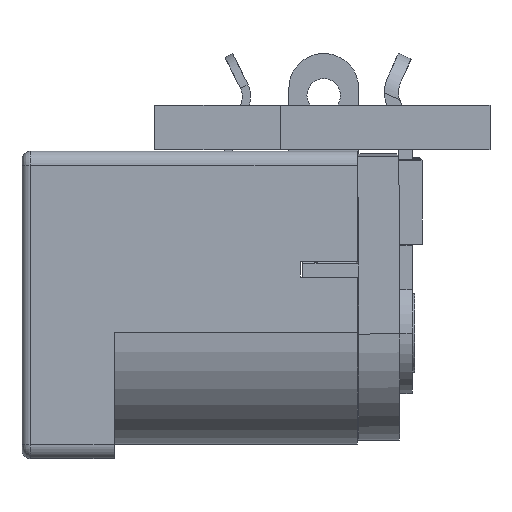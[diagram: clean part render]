
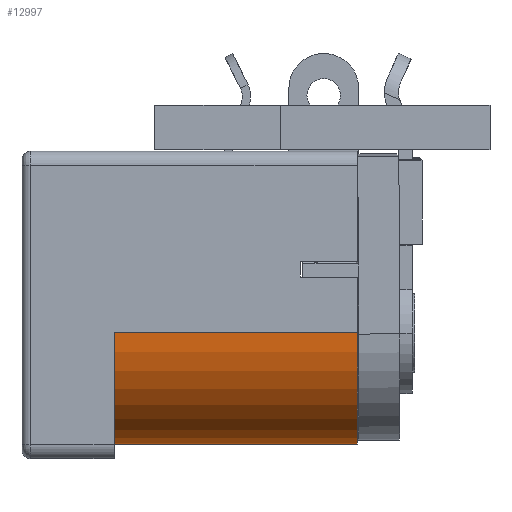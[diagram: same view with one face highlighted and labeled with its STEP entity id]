
A CAD part, front view. The second image highlights one B-rep face of the part: STEP entity #12997.
In plain terms, the highlighted cylindrical face has radius 4 mm (diameter 8 mm), a partial arc.
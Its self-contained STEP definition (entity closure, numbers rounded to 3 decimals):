
#12646 = PLANE('',#12647);
#12647 = AXIS2_PLACEMENT_3D('',#12648,#12649,#12650);
#12648 = CARTESIAN_POINT('',(4.5,4.5,-12.));
#12649 = DIRECTION('',(0.,0.,-1.));
#12650 = DIRECTION('',(-1.,0.,0.));
#12997 = ADVANCED_FACE('',(#12998),#13012,.T.);
#12998 = FACE_BOUND('',#12999,.T.);
#12999 = EDGE_LOOP('',(#13000,#13035,#13063,#13091));
#13000 = ORIENTED_EDGE('',*,*,#13001,.T.);
#13001 = EDGE_CURVE('',#13002,#13004,#13006,.T.);
#13002 = VERTEX_POINT('',#13003);
#13003 = CARTESIAN_POINT('',(4.,6.5,-3.3));
#13004 = VERTEX_POINT('',#13005);
#13005 = CARTESIAN_POINT('',(4.,6.5,-12.));
#13006 = SURFACE_CURVE('',#13007,(#13011,#13023),.PCURVE_S1.);
#13007 = LINE('',#13008,#13009);
#13008 = CARTESIAN_POINT('',(4.,6.5,-12.));
#13009 = VECTOR('',#13010,1.);
#13010 = DIRECTION('',(0.,0.,-1.));
#13011 = PCURVE('',#13012,#13017);
#13012 = CYLINDRICAL_SURFACE('',#13013,4.);
#13013 = AXIS2_PLACEMENT_3D('',#13014,#13015,#13016);
#13014 = CARTESIAN_POINT('',(0.,6.5,-12.));
#13015 = DIRECTION('',(0.,0.,1.));
#13016 = DIRECTION('',(1.,0.,0.));
#13017 = DEFINITIONAL_REPRESENTATION('',(#13018),#13022);
#13018 = LINE('',#13019,#13020);
#13019 = CARTESIAN_POINT('',(0.,0.));
#13020 = VECTOR('',#13021,1.);
#13021 = DIRECTION('',(0.,-1.));
#13022 = ( GEOMETRIC_REPRESENTATION_CONTEXT(2) 
PARAMETRIC_REPRESENTATION_CONTEXT() REPRESENTATION_CONTEXT('2D SPACE',''
  ) );
#13023 = PCURVE('',#13024,#13029);
#13024 = PLANE('',#13025);
#13025 = AXIS2_PLACEMENT_3D('',#13026,#13027,#13028);
#13026 = CARTESIAN_POINT('',(4.,6.5,-3.3));
#13027 = DIRECTION('',(0.,-1.,0.));
#13028 = DIRECTION('',(0.,0.,-1.));
#13029 = DEFINITIONAL_REPRESENTATION('',(#13030),#13034);
#13030 = LINE('',#13031,#13032);
#13031 = CARTESIAN_POINT('',(8.7,0.));
#13032 = VECTOR('',#13033,1.);
#13033 = DIRECTION('',(1.,0.));
#13034 = ( GEOMETRIC_REPRESENTATION_CONTEXT(2) 
PARAMETRIC_REPRESENTATION_CONTEXT() REPRESENTATION_CONTEXT('2D SPACE',''
  ) );
#13035 = ORIENTED_EDGE('',*,*,#13036,.T.);
#13036 = EDGE_CURVE('',#13004,#13037,#13039,.T.);
#13037 = VERTEX_POINT('',#13038);
#13038 = CARTESIAN_POINT('',(-4.,6.5,-12.));
#13039 = SURFACE_CURVE('',#13040,(#13045,#13052),.PCURVE_S1.);
#13040 = CIRCLE('',#13041,4.);
#13041 = AXIS2_PLACEMENT_3D('',#13042,#13043,#13044);
#13042 = CARTESIAN_POINT('',(0.,6.5,-12.));
#13043 = DIRECTION('',(0.,0.,1.));
#13044 = DIRECTION('',(1.,0.,0.));
#13045 = PCURVE('',#13012,#13046);
#13046 = DEFINITIONAL_REPRESENTATION('',(#13047),#13051);
#13047 = LINE('',#13048,#13049);
#13048 = CARTESIAN_POINT('',(0.,0.));
#13049 = VECTOR('',#13050,1.);
#13050 = DIRECTION('',(1.,0.));
#13051 = ( GEOMETRIC_REPRESENTATION_CONTEXT(2) 
PARAMETRIC_REPRESENTATION_CONTEXT() REPRESENTATION_CONTEXT('2D SPACE',''
  ) );
#13052 = PCURVE('',#12646,#13053);
#13053 = DEFINITIONAL_REPRESENTATION('',(#13054),#13062);
#13054 = ( BOUNDED_CURVE() B_SPLINE_CURVE(2,(#13055,#13056,#13057,#13058
    ,#13059,#13060,#13061),.UNSPECIFIED.,.F.,.F.) 
B_SPLINE_CURVE_WITH_KNOTS((1,2,2,2,2,1),(-2.094,0.,
    2.094,4.189,6.283,8.378),
.UNSPECIFIED.) CURVE() GEOMETRIC_REPRESENTATION_ITEM() 
RATIONAL_B_SPLINE_CURVE((1.,0.5,1.,0.5,1.,0.5,1.)) REPRESENTATION_ITEM(
  '') );
#13055 = CARTESIAN_POINT('',(0.5,2.));
#13056 = CARTESIAN_POINT('',(0.5,8.928));
#13057 = CARTESIAN_POINT('',(6.5,5.464));
#13058 = CARTESIAN_POINT('',(12.5,2.));
#13059 = CARTESIAN_POINT('',(6.5,-1.464));
#13060 = CARTESIAN_POINT('',(0.5,-4.928));
#13061 = CARTESIAN_POINT('',(0.5,2.));
#13062 = ( GEOMETRIC_REPRESENTATION_CONTEXT(2) 
PARAMETRIC_REPRESENTATION_CONTEXT() REPRESENTATION_CONTEXT('2D SPACE',''
  ) );
#13063 = ORIENTED_EDGE('',*,*,#13064,.T.);
#13064 = EDGE_CURVE('',#13037,#13065,#13067,.T.);
#13065 = VERTEX_POINT('',#13066);
#13066 = CARTESIAN_POINT('',(-4.,6.5,-3.3));
#13067 = SURFACE_CURVE('',#13068,(#13072,#13079),.PCURVE_S1.);
#13068 = LINE('',#13069,#13070);
#13069 = CARTESIAN_POINT('',(-4.,6.5,-12.));
#13070 = VECTOR('',#13071,1.);
#13071 = DIRECTION('',(0.,0.,1.));
#13072 = PCURVE('',#13012,#13073);
#13073 = DEFINITIONAL_REPRESENTATION('',(#13074),#13078);
#13074 = LINE('',#13075,#13076);
#13075 = CARTESIAN_POINT('',(3.142,0.));
#13076 = VECTOR('',#13077,1.);
#13077 = DIRECTION('',(0.,1.));
#13078 = ( GEOMETRIC_REPRESENTATION_CONTEXT(2) 
PARAMETRIC_REPRESENTATION_CONTEXT() REPRESENTATION_CONTEXT('2D SPACE',''
  ) );
#13079 = PCURVE('',#13080,#13085);
#13080 = PLANE('',#13081);
#13081 = AXIS2_PLACEMENT_3D('',#13082,#13083,#13084);
#13082 = CARTESIAN_POINT('',(-4.5,6.5,-3.3));
#13083 = DIRECTION('',(0.,-1.,0.));
#13084 = DIRECTION('',(0.,0.,-1.));
#13085 = DEFINITIONAL_REPRESENTATION('',(#13086),#13090);
#13086 = LINE('',#13087,#13088);
#13087 = CARTESIAN_POINT('',(8.7,0.5));
#13088 = VECTOR('',#13089,1.);
#13089 = DIRECTION('',(-1.,0.));
#13090 = ( GEOMETRIC_REPRESENTATION_CONTEXT(2) 
PARAMETRIC_REPRESENTATION_CONTEXT() REPRESENTATION_CONTEXT('2D SPACE',''
  ) );
#13091 = ORIENTED_EDGE('',*,*,#13092,.T.);
#13092 = EDGE_CURVE('',#13065,#13002,#13093,.T.);
#13093 = SURFACE_CURVE('',#13094,(#13099,#13106),.PCURVE_S1.);
#13094 = CIRCLE('',#13095,4.);
#13095 = AXIS2_PLACEMENT_3D('',#13096,#13097,#13098);
#13096 = CARTESIAN_POINT('',(0.,6.5,-3.3));
#13097 = DIRECTION('',(0.,0.,-1.));
#13098 = DIRECTION('',(1.,0.,0.));
#13099 = PCURVE('',#13012,#13100);
#13100 = DEFINITIONAL_REPRESENTATION('',(#13101),#13105);
#13101 = LINE('',#13102,#13103);
#13102 = CARTESIAN_POINT('',(6.283,8.7));
#13103 = VECTOR('',#13104,1.);
#13104 = DIRECTION('',(-1.,0.));
#13105 = ( GEOMETRIC_REPRESENTATION_CONTEXT(2) 
PARAMETRIC_REPRESENTATION_CONTEXT() REPRESENTATION_CONTEXT('2D SPACE',''
  ) );
#13106 = PCURVE('',#13107,#13112);
#13107 = PLANE('',#13108);
#13108 = AXIS2_PLACEMENT_3D('',#13109,#13110,#13111);
#13109 = CARTESIAN_POINT('',(4.5,6.5,-3.3));
#13110 = DIRECTION('',(0.,0.,-1.));
#13111 = DIRECTION('',(-1.,0.,0.));
#13112 = DEFINITIONAL_REPRESENTATION('',(#13113),#13117);
#13113 = CIRCLE('',#13114,4.);
#13114 = AXIS2_PLACEMENT_2D('',#13115,#13116);
#13115 = CARTESIAN_POINT('',(4.5,0.));
#13116 = DIRECTION('',(-1.,0.));
#13117 = ( GEOMETRIC_REPRESENTATION_CONTEXT(2) 
PARAMETRIC_REPRESENTATION_CONTEXT() REPRESENTATION_CONTEXT('2D SPACE',''
  ) );
